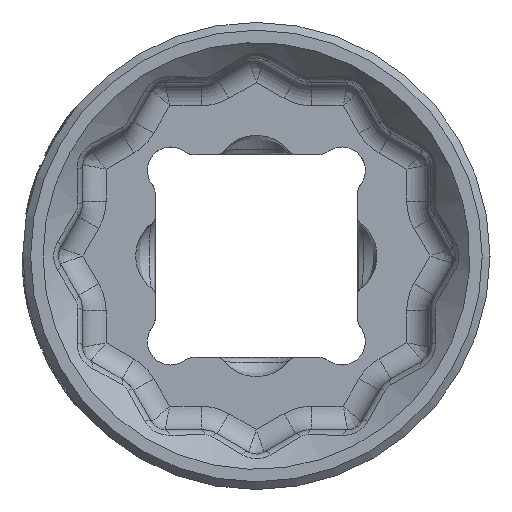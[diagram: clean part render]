
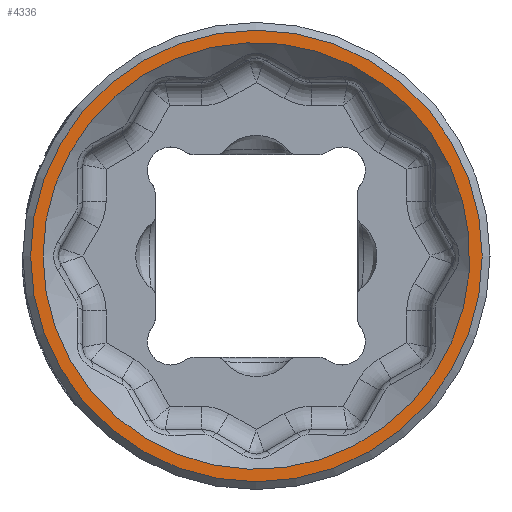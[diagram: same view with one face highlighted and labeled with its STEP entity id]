
A CAD part, left-side view. The second image highlights one B-rep face of the part: STEP entity #4336.
In plain terms, the highlighted planar face has unit normal (-1, 0, 0).
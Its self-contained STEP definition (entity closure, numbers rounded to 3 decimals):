
#38=FACE_BOUND('',#818,.T.);
#169=PLANE('',#4734);
#539=FACE_OUTER_BOUND('',#817,.T.);
#817=EDGE_LOOP('',(#3984));
#818=EDGE_LOOP('',(#3985));
#1129=CIRCLE('',#4589,13.7);
#1199=CIRCLE('',#4733,14.5);
#1938=VERTEX_POINT('',#8948);
#2038=VERTEX_POINT('',#10311);
#2508=EDGE_CURVE('',#1938,#1938,#1129,.T.);
#2690=EDGE_CURVE('',#2038,#2038,#1199,.T.);
#3984=ORIENTED_EDGE('',*,*,#2690,.F.);
#3985=ORIENTED_EDGE('',*,*,#2508,.T.);
#4336=ADVANCED_FACE('',(#539,#38),#169,.T.);
#4589=AXIS2_PLACEMENT_3D('',#8949,#5367,#5368);
#4733=AXIS2_PLACEMENT_3D('',#10312,#5730,#5731);
#4734=AXIS2_PLACEMENT_3D('',#10313,#5732,#5733);
#5367=DIRECTION('center_axis',(1.,0.,0.));
#5368=DIRECTION('ref_axis',(0.,-1.,0.));
#5730=DIRECTION('center_axis',(1.,0.,0.));
#5731=DIRECTION('ref_axis',(0.,-1.,0.));
#5732=DIRECTION('center_axis',(-1.,0.,0.));
#5733=DIRECTION('ref_axis',(0.,0.,1.));
#8948=CARTESIAN_POINT('',(-7.,13.7,0.));
#8949=CARTESIAN_POINT('Origin',(-7.,0.,0.));
#10311=CARTESIAN_POINT('',(-7.,14.5,0.));
#10312=CARTESIAN_POINT('Origin',(-7.,0.,
0.));
#10313=CARTESIAN_POINT('Origin',(-7.,15.,0.));
